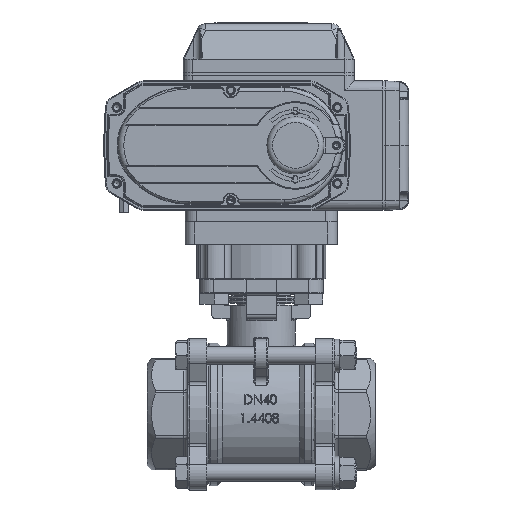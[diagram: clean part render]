
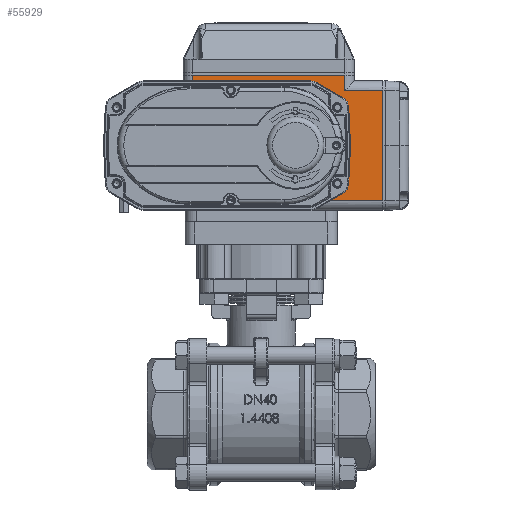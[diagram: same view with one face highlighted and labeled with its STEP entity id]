
A CAD part, top view. The second image highlights one B-rep face of the part: STEP entity #55929.
In plain terms, the highlighted face is planar.
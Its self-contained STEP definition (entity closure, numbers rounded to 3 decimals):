
#2250=LINE('',#116169,#6283);
#2253=LINE('',#116187,#6286);
#2558=LINE('',#117516,#6591);
#2561=LINE('',#117524,#6594);
#2563=LINE('',#117528,#6596);
#2566=LINE('',#117536,#6599);
#2570=LINE('',#117548,#6603);
#2652=LINE('',#118095,#6685);
#2653=LINE('',#118097,#6686);
#2654=LINE('',#118098,#6687);
#2655=LINE('',#118100,#6688);
#6283=VECTOR('',#68538,1000.);
#6286=VECTOR('',#68555,1000.);
#6591=VECTOR('',#69792,1000.);
#6594=VECTOR('',#69801,1000.);
#6596=VECTOR('',#69805,1000.);
#6599=VECTOR('',#69814,1000.);
#6603=VECTOR('',#69826,1000.);
#6685=VECTOR('',#70496,1000.);
#6686=VECTOR('',#70499,1000.);
#6687=VECTOR('',#70500,1000.);
#6688=VECTOR('',#70501,1000.);
#11257=PLANE('',#60610);
#20664=ORIENTED_EDGE('',*,*,#33602,.F.);
#20665=ORIENTED_EDGE('',*,*,#33871,.T.);
#20666=ORIENTED_EDGE('',*,*,#32976,.T.);
#20667=ORIENTED_EDGE('',*,*,#33872,.T.);
#20668=ORIENTED_EDGE('',*,*,#33873,.F.);
#20669=ORIENTED_EDGE('',*,*,#32967,.F.);
#20670=ORIENTED_EDGE('',*,*,#33870,.T.);
#20671=ORIENTED_EDGE('',*,*,#33618,.T.);
#20672=ORIENTED_EDGE('',*,*,#33614,.F.);
#20673=ORIENTED_EDGE('',*,*,#33612,.F.);
#20674=ORIENTED_EDGE('',*,*,#33610,.F.);
#20675=ORIENTED_EDGE('',*,*,#33608,.F.);
#20676=ORIENTED_EDGE('',*,*,#33606,.F.);
#20677=ORIENTED_EDGE('',*,*,#33604,.F.);
#32967=EDGE_CURVE('',#40362,#40363,#2250,.T.);
#32976=EDGE_CURVE('',#40371,#40372,#2253,.T.);
#33602=EDGE_CURVE('',#40823,#40824,#2558,.T.);
#33604=EDGE_CURVE('',#40824,#40825,#44774,.T.);
#33606=EDGE_CURVE('',#40825,#40826,#2561,.T.);
#33608=EDGE_CURVE('',#40826,#40827,#2563,.T.);
#33610=EDGE_CURVE('',#40827,#40828,#44775,.T.);
#33612=EDGE_CURVE('',#40828,#40829,#2566,.T.);
#33614=EDGE_CURVE('',#40829,#40830,#44776,.T.);
#33618=EDGE_CURVE('',#40833,#40830,#2570,.T.);
#33870=EDGE_CURVE('',#40362,#40833,#2652,.T.);
#33871=EDGE_CURVE('',#40823,#40371,#2653,.T.);
#33872=EDGE_CURVE('',#40372,#40927,#2654,.T.);
#33873=EDGE_CURVE('',#40363,#40927,#2655,.T.);
#40362=VERTEX_POINT('',#116168);
#40363=VERTEX_POINT('',#116170);
#40371=VERTEX_POINT('',#116188);
#40372=VERTEX_POINT('',#116189);
#40823=VERTEX_POINT('',#117515);
#40824=VERTEX_POINT('',#117517);
#40825=VERTEX_POINT('',#117521);
#40826=VERTEX_POINT('',#117525);
#40827=VERTEX_POINT('',#117529);
#40828=VERTEX_POINT('',#117533);
#40829=VERTEX_POINT('',#117537);
#40830=VERTEX_POINT('',#117541);
#40833=VERTEX_POINT('',#117549);
#40927=VERTEX_POINT('',#118099);
#44774=CIRCLE('',#60306,6.);
#44775=CIRCLE('',#60310,6.);
#44776=CIRCLE('',#60313,6.);
#48092=EDGE_LOOP('',(#20664,#20665,#20666,#20667,#20668,#20669,#20670,#20671,
#20672,#20673,#20674,#20675,#20676,#20677));
#52004=FACE_BOUND('',#48092,.T.);
#55929=ADVANCED_FACE('',(#52004),#11257,.T.);
#60306=AXIS2_PLACEMENT_3D('',#117520,#69796,#69797);
#60310=AXIS2_PLACEMENT_3D('',#117532,#69809,#69810);
#60313=AXIS2_PLACEMENT_3D('',#117540,#69818,#69819);
#60610=AXIS2_PLACEMENT_3D('',#118096,#70497,#70498);
#68538=DIRECTION('',(1.,0.,0.));
#68555=DIRECTION('',(0.,0.,-1.));
#69792=DIRECTION('',(0.866,0.,-0.5));
#69796=DIRECTION('',(0.,1.,0.));
#69797=DIRECTION('',(0.,0.,1.));
#69801=DIRECTION('',(0.05,0.,-0.999));
#69805=DIRECTION('',(-0.05,0.,-0.999));
#69809=DIRECTION('',(0.,1.,0.));
#69810=DIRECTION('',(0.,0.,-1.));
#69814=DIRECTION('',(-0.866,0.,-0.5));
#69818=DIRECTION('',(0.,1.,0.));
#69819=DIRECTION('',(0.,0.,1.));
#69826=DIRECTION('',(1.,0.,0.));
#70496=DIRECTION('',(0.,0.,1.));
#70497=DIRECTION('',(0.,1.,0.));
#70498=DIRECTION('',(0.,0.,1.));
#70499=DIRECTION('',(1.,0.,0.));
#70500=DIRECTION('',(-1.,0.,0.));
#70501=DIRECTION('',(0.,0.,1.));
#116168=CARTESIAN_POINT('',(-36.,41.,-37.));
#116169=CARTESIAN_POINT('',(44.,41.,-37.));
#116170=CARTESIAN_POINT('',(44.,41.,-37.));
#116187=CARTESIAN_POINT('',(64.,41.,-34.));
#116188=CARTESIAN_POINT('',(64.,41.,29.));
#116189=CARTESIAN_POINT('',(64.,41.,-29.));
#117515=CARTESIAN_POINT('',(36.412,41.,29.));
#117516=CARTESIAN_POINT('',(29.144,41.,33.196));
#117517=CARTESIAN_POINT('',(43.,41.,25.196));
#117520=CARTESIAN_POINT('',(40.,41.,20.));
#117521=CARTESIAN_POINT('',(45.993,41.,20.297));
#117524=CARTESIAN_POINT('',(45.993,41.,20.297));
#117525=CARTESIAN_POINT('',(47.,41.,0.));
#117528=CARTESIAN_POINT('',(45.993,41.,-20.297));
#117529=CARTESIAN_POINT('',(45.993,41.,-20.297));
#117532=CARTESIAN_POINT('',(40.,41.,-20.));
#117533=CARTESIAN_POINT('',(43.,41.,-25.196));
#117536=CARTESIAN_POINT('',(29.144,41.,-33.196));
#117537=CARTESIAN_POINT('',(29.144,41.,-33.196));
#117540=CARTESIAN_POINT('',(26.144,41.,-28.));
#117541=CARTESIAN_POINT('',(26.144,41.,-34.));
#117548=CARTESIAN_POINT('',(44.,41.,-34.));
#117549=CARTESIAN_POINT('',(-36.,41.,-34.));
#118095=CARTESIAN_POINT('',(-36.,41.,-37.));
#118096=CARTESIAN_POINT('',(-62.144,41.,-28.));
#118097=CARTESIAN_POINT('',(-62.144,41.,29.));
#118098=CARTESIAN_POINT('',(-62.144,41.,-29.));
#118099=CARTESIAN_POINT('',(44.,41.,-29.));
#118100=CARTESIAN_POINT('',(44.,41.,-37.));
